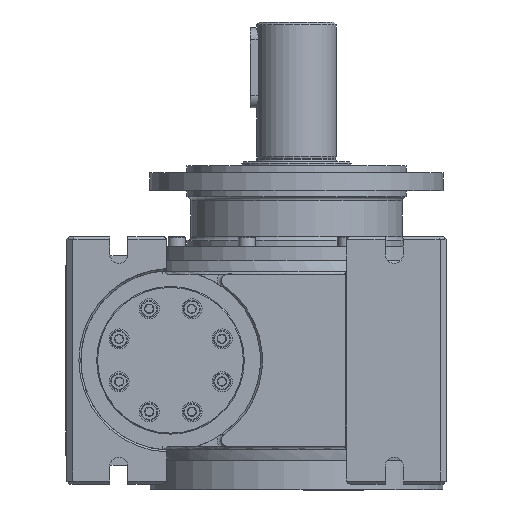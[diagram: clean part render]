
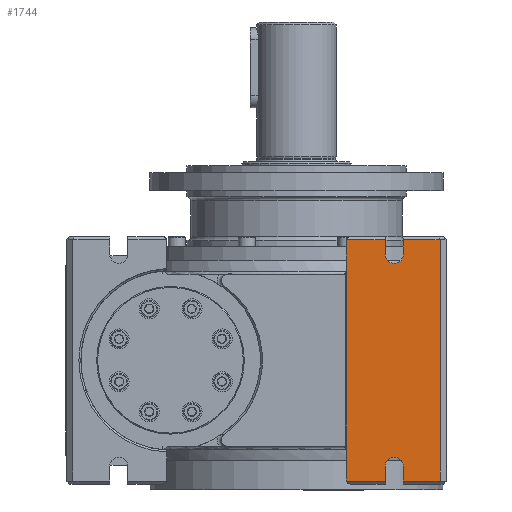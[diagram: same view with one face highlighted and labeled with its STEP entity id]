
A CAD part, left-side view. The second image highlights one B-rep face of the part: STEP entity #1744.
In plain terms, the highlighted planar face has unit normal (-1, 0, 0).
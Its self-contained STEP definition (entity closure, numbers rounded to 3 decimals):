
#1744 = ADVANCED_FACE( '', ( #4113 ), #4114, .T. );
#4113 = FACE_OUTER_BOUND( '', #7084, .T. );
#4114 = PLANE( '', #7085 );
#7084 = EDGE_LOOP( '', ( #12003, #12004, #12005, #12006, #12007, #12008, #12009, #12010, #12011, #12012, #12013, #12014, #12015, #12016, #12017, #12018 ) );
#7085 = AXIS2_PLACEMENT_3D( '', #12019, #12020, #12021 );
#12003 = ORIENTED_EDGE( '', *, *, #17007, .T. );
#12004 = ORIENTED_EDGE( '', *, *, #17191, .F. );
#12005 = ORIENTED_EDGE( '', *, *, #17192, .F. );
#12006 = ORIENTED_EDGE( '', *, *, #17193, .F. );
#12007 = ORIENTED_EDGE( '', *, *, #17194, .T. );
#12008 = ORIENTED_EDGE( '', *, *, #16639, .F. );
#12009 = ORIENTED_EDGE( '', *, *, #17195, .T. );
#12010 = ORIENTED_EDGE( '', *, *, #16646, .T. );
#12011 = ORIENTED_EDGE( '', *, *, #17196, .T. );
#12012 = ORIENTED_EDGE( '', *, *, #15582, .T. );
#12013 = ORIENTED_EDGE( '', *, *, #17197, .F. );
#12014 = ORIENTED_EDGE( '', *, *, #17198, .F. );
#12015 = ORIENTED_EDGE( '', *, *, #15853, .T. );
#12016 = ORIENTED_EDGE( '', *, *, #16152, .F. );
#12017 = ORIENTED_EDGE( '', *, *, #15866, .F. );
#12018 = ORIENTED_EDGE( '', *, *, #17199, .T. );
#12019 = CARTESIAN_POINT( '', ( 481.359, 453.653, 0. ) );
#12020 = DIRECTION( '', ( -1., 0., 0. ) );
#12021 = DIRECTION( '', ( 0., 1., 0. ) );
#15582 = EDGE_CURVE( '', #18274, #18272, #18275, .T. );
#15853 = EDGE_CURVE( '', #18749, #18747, #18750, .T. );
#15866 = EDGE_CURVE( '', #18770, #18772, #18773, .T. );
#16152 = EDGE_CURVE( '', #18772, #18747, #19240, .T. );
#16639 = EDGE_CURVE( '', #20036, #20038, #20039, .T. );
#16646 = EDGE_CURVE( '', #20047, #20045, #20048, .T. );
#17007 = EDGE_CURVE( '', #20573, #20574, #20575, .T. );
#17191 = EDGE_CURVE( '', #20841, #20574, #20842, .T. );
#17192 = EDGE_CURVE( '', #20843, #20841, #20844, .T. );
#17193 = EDGE_CURVE( '', #20845, #20843, #20846, .T. );
#17194 = EDGE_CURVE( '', #20845, #20038, #20847, .T. );
#17195 = EDGE_CURVE( '', #20036, #20047, #20848, .T. );
#17196 = EDGE_CURVE( '', #20045, #18274, #20849, .T. );
#17197 = EDGE_CURVE( '', #20850, #18272, #20851, .T. );
#17198 = EDGE_CURVE( '', #18749, #20850, #20852, .T. );
#17199 = EDGE_CURVE( '', #18770, #20573, #20853, .T. );
#18272 = VERTEX_POINT( '', #22748 );
#18274 = VERTEX_POINT( '', #22750 );
#18275 = CIRCLE( '', #22751, 2. );
#18747 = VERTEX_POINT( '', #24837 );
#18749 = VERTEX_POINT( '', #24840 );
#18750 = CIRCLE( '', #24841, 4.5 );
#18770 = VERTEX_POINT( '', #24908 );
#18772 = VERTEX_POINT( '', #24911 );
#18773 = LINE( '', #24912, #24913 );
#19240 = LINE( '', #26554, #26555 );
#20036 = VERTEX_POINT( '', #29799 );
#20038 = VERTEX_POINT( '', #29802 );
#20039 = CIRCLE( '', #29803, 2. );
#20045 = VERTEX_POINT( '', #29811 );
#20047 = VERTEX_POINT( '', #29813 );
#20048 = LINE( '', #29814, #29815 );
#20573 = VERTEX_POINT( '', #31897 );
#20574 = VERTEX_POINT( '', #31898 );
#20575 = LINE( '', #31899, #31900 );
#20841 = VERTEX_POINT( '', #32460 );
#20842 = LINE( '', #32461, #32462 );
#20843 = VERTEX_POINT( '', #32463 );
#20844 = CIRCLE( '', #32464, 4.5 );
#20845 = VERTEX_POINT( '', #32465 );
#20846 = LINE( '', #32466, #32467 );
#20847 = LINE( '', #32468, #32469 );
#20848 = LINE( '', #32470, #32471 );
#20849 = LINE( '', #32472, #32473 );
#20850 = VERTEX_POINT( '', #32474 );
#20851 = LINE( '', #32475, #32476 );
#20852 = LINE( '', #32477, #32478 );
#20853 = LINE( '', #32479, #32480 );
#22748 = CARTESIAN_POINT( '', ( 481.359, 500.59, -60.5 ) );
#22750 = CARTESIAN_POINT( '', ( 481.359, 500.653, -60. ) );
#22751 = AXIS2_PLACEMENT_3D( '', #36173, #36174, #36175 );
#24837 = CARTESIAN_POINT( '', ( 481.359, 472.153, -53. ) );
#24840 = CARTESIAN_POINT( '', ( 481.359, 481.153, -53. ) );
#24841 = AXIS2_PLACEMENT_3D( '', #36549, #36550, #36551 );
#24908 = CARTESIAN_POINT( '', ( 481.359, 453.653, -60.5 ) );
#24911 = CARTESIAN_POINT( '', ( 481.359, 472.153, -60.5 ) );
#24912 = CARTESIAN_POINT( '', ( 481.359, 0., -60.5 ) );
#24913 = VECTOR( '', #36564, 1000. );
#26554 = CARTESIAN_POINT( '', ( 481.359, 472.153, 0. ) );
#26555 = VECTOR( '', #36925, 1000. );
#29799 = CARTESIAN_POINT( '', ( 481.359, 500.653, 60. ) );
#29802 = CARTESIAN_POINT( '', ( 481.359, 500.59, 60.5 ) );
#29803 = AXIS2_PLACEMENT_3D( '', #37509, #37510, #37511 );
#29811 = CARTESIAN_POINT( '', ( 481.359, 500.653, -45. ) );
#29813 = CARTESIAN_POINT( '', ( 481.359, 500.653, 45. ) );
#29814 = CARTESIAN_POINT( '', ( 481.359, 500.653, 0. ) );
#29815 = VECTOR( '', #37520, 1000. );
#31897 = CARTESIAN_POINT( '', ( 481.359, 453.653, 60.5 ) );
#31898 = CARTESIAN_POINT( '', ( 481.359, 472.153, 60.5 ) );
#31899 = CARTESIAN_POINT( '', ( 481.359, 0., 60.5 ) );
#31900 = VECTOR( '', #37932, 1000. );
#32460 = CARTESIAN_POINT( '', ( 481.359, 472.153, 53. ) );
#32461 = CARTESIAN_POINT( '', ( 481.359, 472.153, 0. ) );
#32462 = VECTOR( '', #38158, 1000. );
#32463 = CARTESIAN_POINT( '', ( 481.359, 481.153, 53. ) );
#32464 = AXIS2_PLACEMENT_3D( '', #38159, #38160, #38161 );
#32465 = CARTESIAN_POINT( '', ( 481.359, 481.153, 60.5 ) );
#32466 = CARTESIAN_POINT( '', ( 481.359, 481.153, 0. ) );
#32467 = VECTOR( '', #38162, 1000. );
#32468 = CARTESIAN_POINT( '', ( 481.359, 0., 60.5 ) );
#32469 = VECTOR( '', #38163, 1000. );
#32470 = CARTESIAN_POINT( '', ( 481.359, 500.653, 0. ) );
#32471 = VECTOR( '', #38164, 1000. );
#32472 = CARTESIAN_POINT( '', ( 481.359, 500.653, 0. ) );
#32473 = VECTOR( '', #38165, 1000. );
#32474 = CARTESIAN_POINT( '', ( 481.359, 481.153, -60.5 ) );
#32475 = CARTESIAN_POINT( '', ( 481.359, 0., -60.5 ) );
#32476 = VECTOR( '', #38166, 1000. );
#32477 = CARTESIAN_POINT( '', ( 481.359, 481.153, 0. ) );
#32478 = VECTOR( '', #38167, 1000. );
#32479 = CARTESIAN_POINT( '', ( 481.359, 453.653, 0. ) );
#32480 = VECTOR( '', #38168, 1000. );
#36173 = CARTESIAN_POINT( '', ( 481.359, 498.653, -60. ) );
#36174 = DIRECTION( '', ( -1., 0., 0. ) );
#36175 = DIRECTION( '', ( 0., 1., 0. ) );
#36549 = CARTESIAN_POINT( '', ( 481.359, 476.653, -53. ) );
#36550 = DIRECTION( '', ( 1., 0., 0. ) );
#36551 = DIRECTION( '', ( 0., 1., 0. ) );
#36564 = DIRECTION( '', ( 0., 1., 0. ) );
#36925 = DIRECTION( '', ( 0., 0., 1. ) );
#37509 = CARTESIAN_POINT( '', ( 481.359, 498.653, 60. ) );
#37510 = DIRECTION( '', ( 1., 0., 0. ) );
#37511 = DIRECTION( '', ( 0., 1., 0. ) );
#37520 = DIRECTION( '', ( 0., 0., -1. ) );
#37932 = DIRECTION( '', ( 0., 1., 0. ) );
#38158 = DIRECTION( '', ( 0., 0., 1. ) );
#38159 = CARTESIAN_POINT( '', ( 481.359, 476.653, 53. ) );
#38160 = DIRECTION( '', ( -1., 0., 0. ) );
#38161 = DIRECTION( '', ( 0., 1., 0. ) );
#38162 = DIRECTION( '', ( 0., 0., -1. ) );
#38163 = DIRECTION( '', ( 0., 1., 0. ) );
#38164 = DIRECTION( '', ( 0., 0., -1. ) );
#38165 = DIRECTION( '', ( 0., 0., -1. ) );
#38166 = DIRECTION( '', ( 0., 1., 0. ) );
#38167 = DIRECTION( '', ( 0., 0., -1. ) );
#38168 = DIRECTION( '', ( 0., 0., 1. ) );
